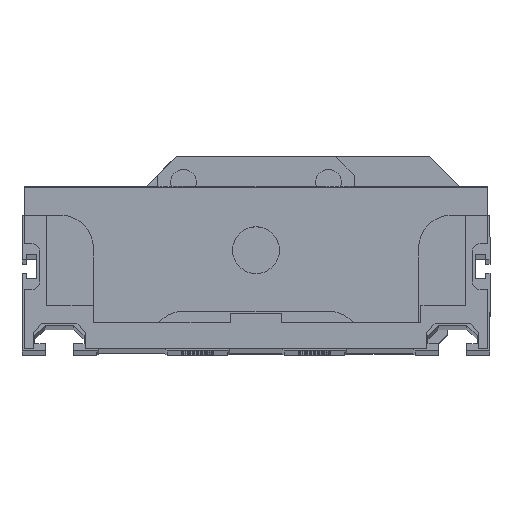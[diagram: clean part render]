
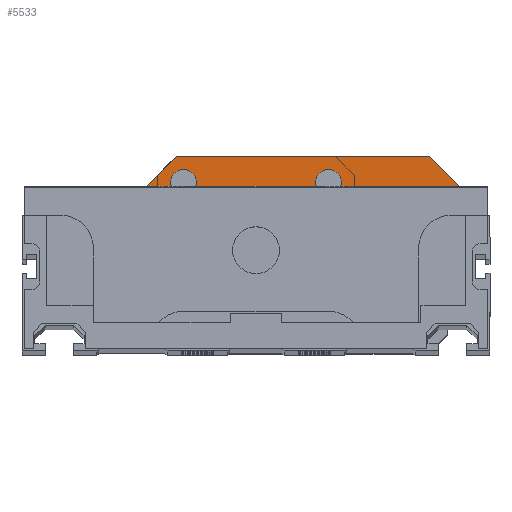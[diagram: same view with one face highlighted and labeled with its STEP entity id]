
A CAD part, top view. The second image highlights one B-rep face of the part: STEP entity #5533.
In plain terms, the highlighted planar face has unit normal (0, 0, 1).
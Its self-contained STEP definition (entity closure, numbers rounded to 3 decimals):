
#774 = LINE ( 'NONE', #3296, #4957 ) ;
#1112 = CARTESIAN_POINT ( 'NONE',  ( -12.938, 13.5, 0. ) ) ;
#1283 = CARTESIAN_POINT ( 'NONE',  ( 18.062, 13.5, 0. ) ) ;
#1296 = AXIS2_PLACEMENT_3D ( 'NONE', #2619, #2334, #4712 ) ;
#1451 = CIRCLE ( 'NONE', #9105, 3.25 ) ;
#2195 = CARTESIAN_POINT ( 'NONE',  ( 37.13, 21., 0. ) ) ;
#2334 = DIRECTION ( 'NONE',  ( 0., 0., 1. ) ) ;
#2619 = CARTESIAN_POINT ( 'NONE',  ( -47.9, -0.25, 0. ) ) ;
#2886 = DIRECTION ( 'NONE',  ( 0., 0., -1. ) ) ;
#3070 = VECTOR ( 'NONE', #23939, 1000. ) ;
#3296 = CARTESIAN_POINT ( 'NONE',  ( 37.13, 21., 0. ) ) ;
#3482 = EDGE_CURVE ( 'NONE', #16774, #14427, #774, .T. ) ;
#4693 = CARTESIAN_POINT ( 'NONE',  ( -17., 21., 0. ) ) ;
#4712 = DIRECTION ( 'NONE',  ( 1., 0., 0. ) ) ;
#4957 = VECTOR ( 'NONE', #24166, 1000. ) ;
#5276 = EDGE_LOOP ( 'NONE', ( #21751, #27770, #13844, #7207, #27695, #24458, #6142, #16282 ) ) ;
#5321 = VERTEX_POINT ( 'NONE', #1283 ) ;
#5533 = ADVANCED_FACE ( 'NONE', ( #25139 ), #18377, .T. ) ;
#5584 = LINE ( 'NONE', #1112, #18383 ) ;
#6142 = ORIENTED_EDGE ( 'NONE', *, *, #15655, .F. ) ;
#6362 = LINE ( 'NONE', #2195, #17842 ) ;
#7080 = DIRECTION ( 'NONE',  ( 1., 0., 0. ) ) ;
#7207 = ORIENTED_EDGE ( 'NONE', *, *, #14631, .F. ) ;
#8198 = CARTESIAN_POINT ( 'NONE',  ( -12.938, 13.5, 0. ) ) ;
#8220 = DIRECTION ( 'NONE',  ( -1., 0., 0. ) ) ;
#8274 = EDGE_CURVE ( 'NONE', #14427, #5321, #29057, .T. ) ;
#9105 = AXIS2_PLACEMENT_3D ( 'NONE', #21477, #2886, #14296 ) ;
#10228 = DIRECTION ( 'NONE',  ( -1., 0., 0. ) ) ;
#10252 = EDGE_CURVE ( 'NONE', #13642, #27295, #26894, .T. ) ;
#11942 = CARTESIAN_POINT ( 'NONE',  ( -15.5, 15.5, 0. ) ) ;
#12616 = VECTOR ( 'NONE', #8220, 1000. ) ;
#12748 = CARTESIAN_POINT ( 'NONE',  ( -49.5, 13.5, 0. ) ) ;
#13370 = CARTESIAN_POINT ( 'NONE',  ( -18.062, 13.5, 0. ) ) ;
#13642 = VERTEX_POINT ( 'NONE', #17382 ) ;
#13844 = ORIENTED_EDGE ( 'NONE', *, *, #27964, .F. ) ;
#14296 = DIRECTION ( 'NONE',  ( 1., 0., 0. ) ) ;
#14427 = VERTEX_POINT ( 'NONE', #20320 ) ;
#14445 = CARTESIAN_POINT ( 'NONE',  ( -17., 21., 0. ) ) ;
#14631 = EDGE_CURVE ( 'NONE', #5321, #17001, #1451, .T. ) ;
#15608 = AXIS2_PLACEMENT_3D ( 'NONE', #11942, #28159, #28015 ) ;
#15655 = EDGE_CURVE ( 'NONE', #27295, #16774, #6362, .T. ) ;
#16282 = ORIENTED_EDGE ( 'NONE', *, *, #10252, .F. ) ;
#16774 = VERTEX_POINT ( 'NONE', #17465 ) ;
#17001 = VERTEX_POINT ( 'NONE', #29491 ) ;
#17382 = CARTESIAN_POINT ( 'NONE',  ( -24.5, 13.5, 0. ) ) ;
#17465 = CARTESIAN_POINT ( 'NONE',  ( 37.13, 21., 0. ) ) ;
#17638 = CARTESIAN_POINT ( 'NONE',  ( 18.062, 13.5, 0. ) ) ;
#17842 = VECTOR ( 'NONE', #7080, 1000. ) ;
#18377 = PLANE ( 'NONE',  #1296 ) ;
#18383 = VECTOR ( 'NONE', #10228, 1000. ) ;
#20320 = CARTESIAN_POINT ( 'NONE',  ( 44.63, 13.5, 0. ) ) ;
#20529 = VERTEX_POINT ( 'NONE', #8198 ) ;
#21477 = CARTESIAN_POINT ( 'NONE',  ( 15.5, 15.5, 0. ) ) ;
#21751 = ORIENTED_EDGE ( 'NONE', *, *, #28106, .F. ) ;
#22413 = DIRECTION ( 'NONE',  ( 0.707, 0.707, 0. ) ) ;
#23939 = DIRECTION ( 'NONE',  ( -1., 0., 0. ) ) ;
#24166 = DIRECTION ( 'NONE',  ( 0.707, -0.707, 0. ) ) ;
#24317 = VECTOR ( 'NONE', #22413, 1000. ) ;
#24458 = ORIENTED_EDGE ( 'NONE', *, *, #3482, .F. ) ;
#24623 = VERTEX_POINT ( 'NONE', #13370 ) ;
#25139 = FACE_OUTER_BOUND ( 'NONE', #5276, .T. ) ;
#25176 = EDGE_CURVE ( 'NONE', #20529, #24623, #28528, .T. ) ;
#26894 = LINE ( 'NONE', #4693, #24317 ) ;
#27295 = VERTEX_POINT ( 'NONE', #14445 ) ;
#27695 = ORIENTED_EDGE ( 'NONE', *, *, #8274, .F. ) ;
#27770 = ORIENTED_EDGE ( 'NONE', *, *, #25176, .F. ) ;
#27964 = EDGE_CURVE ( 'NONE', #17001, #20529, #5584, .T. ) ;
#28015 = DIRECTION ( 'NONE',  ( 1., 0., 0. ) ) ;
#28106 = EDGE_CURVE ( 'NONE', #24623, #13642, #29259, .T. ) ;
#28159 = DIRECTION ( 'NONE',  ( 0., 0., -1. ) ) ;
#28528 = CIRCLE ( 'NONE', #15608, 3.25 ) ;
#29057 = LINE ( 'NONE', #17638, #3070 ) ;
#29259 = LINE ( 'NONE', #12748, #12616 ) ;
#29491 = CARTESIAN_POINT ( 'NONE',  ( 12.938, 13.5, 0. ) ) ;
